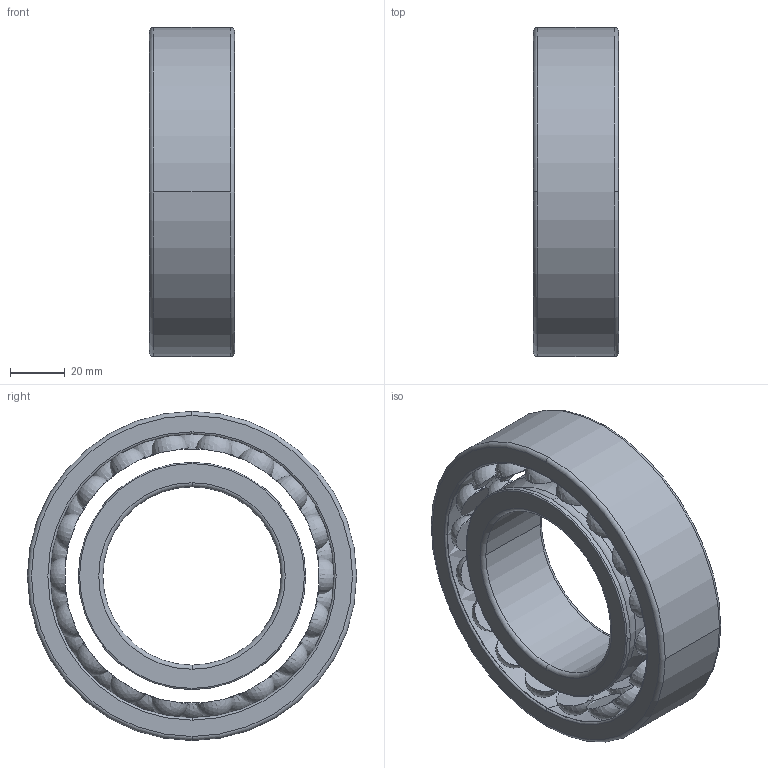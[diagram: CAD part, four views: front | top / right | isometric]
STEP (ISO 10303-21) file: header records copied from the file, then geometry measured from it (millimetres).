
FILE_DESCRIPTION(('STEP AP242'),'1');
FILE_NAME('snr_2213_2.stp','2024-10-10T15:40:16',('TraceParts'),('TraceParts S.A.'),'Spatial InterOp 3D',' ',' ');
FILE_SCHEMA(('AP242_MANAGED_MODEL_BASED_3D_ENGINEERING_MIM_LF {1 0 10303 442 1 1 4}'));
Length unit declared in the file: millimetre
Products named in the file (1): snr_2213_2_1
Bounding box: 31 x 120 x 120 mm (x, y, z)
Volume: 179891.4 mm3; surface area: 66369.7 mm2
Topology: 4 solids, 4 shells, 196 faces, 572 edges, 304 vertices
Faces by surface type: torus 108, sphere 74, cylinder 10, plane 4
Entity records: 7773 total; most frequent: CARTESIAN_POINT 3376, DIRECTION 950, ORIENTED_EDGE 848, AXIS2_PLACEMENT_3D 470, EDGE_CURVE 424, VERTEX_POINT 304, EDGE_LOOP 272, CIRCLE 270
